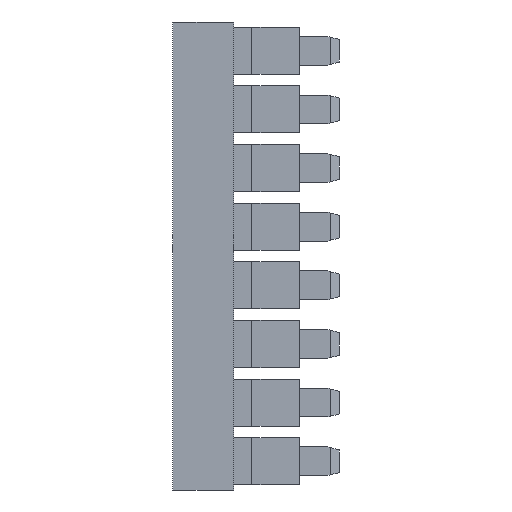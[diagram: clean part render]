
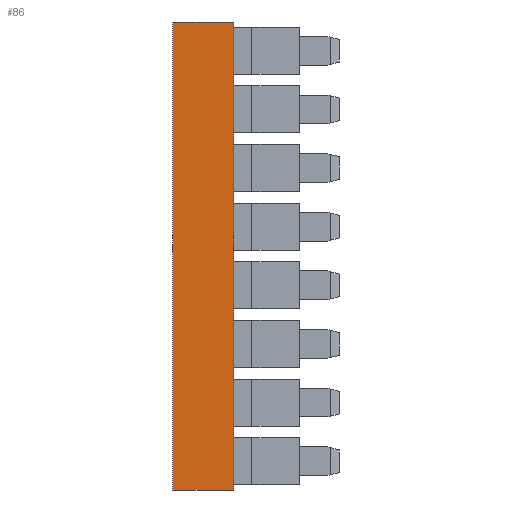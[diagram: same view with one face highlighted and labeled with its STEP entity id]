
A CAD part, left-side view. The second image highlights one B-rep face of the part: STEP entity #86.
In plain terms, the highlighted planar face has unit normal (-1, 0, 0).
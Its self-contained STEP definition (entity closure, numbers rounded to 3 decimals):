
#86=ADVANCED_FACE('',(#385),#236,.F.);
#236=PLANE('',#2938);
#385=FACE_OUTER_BOUND('',#528,.T.);
#528=EDGE_LOOP('',(#770,#771,#772,#773));
#770=ORIENTED_EDGE('',*,*,#1782,.F.);
#771=ORIENTED_EDGE('',*,*,#1783,.F.);
#772=ORIENTED_EDGE('',*,*,#1784,.F.);
#773=ORIENTED_EDGE('',*,*,#1778,.F.);
#1498=VERTEX_POINT('',#3867);
#1499=VERTEX_POINT('',#3868);
#1502=VERTEX_POINT('',#3876);
#1503=VERTEX_POINT('',#3878);
#1778=EDGE_CURVE('',#1498,#1499,#2174,.T.);
#1782=EDGE_CURVE('',#1502,#1498,#2178,.T.);
#1783=EDGE_CURVE('',#1503,#1502,#2179,.T.);
#1784=EDGE_CURVE('',#1499,#1503,#2180,.T.);
#2174=LINE('',#3866,#2570);
#2178=LINE('',#3875,#2574);
#2179=LINE('',#3877,#2575);
#2180=LINE('',#3879,#2576);
#2570=VECTOR('',#3155,1.);
#2574=VECTOR('',#3161,1.);
#2575=VECTOR('',#3162,1.);
#2576=VECTOR('',#3163,1.);
#2938=AXIS2_PLACEMENT_3D('',#3880,#3164,#3165);
#3155=DIRECTION('',(0.,-1.,0.));
#3161=DIRECTION('',(0.,0.,1.));
#3162=DIRECTION('',(0.,1.,0.));
#3163=DIRECTION('',(0.,0.,-1.));
#3164=DIRECTION('',(1.,0.,0.));
#3165=DIRECTION('',(0.,0.,1.));
#3866=CARTESIAN_POINT('',(-2.,0.,7.6));
#3867=CARTESIAN_POINT('',(-2.,21.,7.6));
#3868=CARTESIAN_POINT('',(-2.,15.7,7.6));
#3875=CARTESIAN_POINT('',(-2.,21.,-2.2));
#3876=CARTESIAN_POINT('',(-2.,21.,-33.1));
#3877=CARTESIAN_POINT('',(-2.,0.,-33.1));
#3878=CARTESIAN_POINT('',(-2.,15.7,-33.1));
#3879=CARTESIAN_POINT('',(-2.,15.7,7.3));
#3880=CARTESIAN_POINT('',(-2.,0.,0.));
